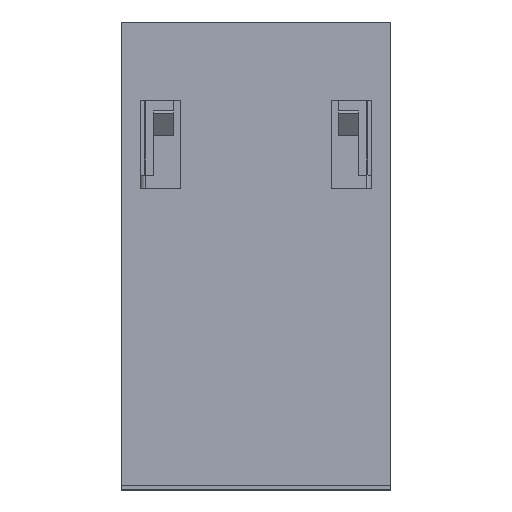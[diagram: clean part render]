
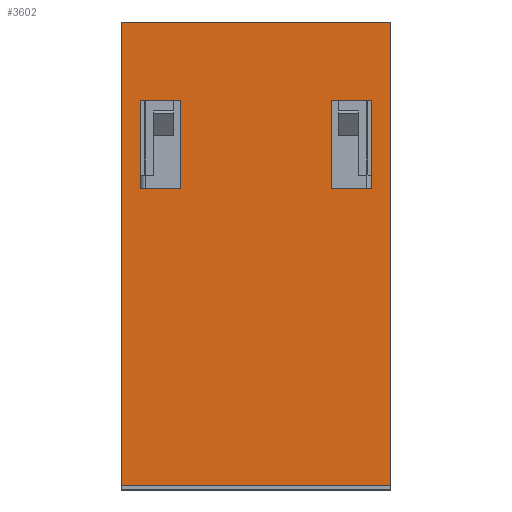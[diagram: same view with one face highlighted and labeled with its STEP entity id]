
A CAD part, top view. The second image highlights one B-rep face of the part: STEP entity #3602.
In plain terms, the highlighted planar face has unit normal (0, 0, 1).
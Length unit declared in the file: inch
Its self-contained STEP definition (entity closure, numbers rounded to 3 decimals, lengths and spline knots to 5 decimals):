
#172 = CARTESIAN_POINT ( 'NONE',  ( 0.056, 0.115, 0.05 ) ) ;
#217 = CARTESIAN_POINT ( 'NONE',  ( 0., 0.05, 0.05 ) ) ;
#264 = VERTEX_POINT ( 'NONE', #1114 ) ;
#281 = DIRECTION ( 'NONE',  ( -1., 0., 0. ) ) ;
#321 = EDGE_CURVE ( 'NONE', #3367, #3175, #5427, .T. ) ;
#412 = DIRECTION ( 'NONE',  ( 1., 0., 0. ) ) ;
#469 = CARTESIAN_POINT ( 'NONE',  ( 0.086, 0.05, 0.05 ) ) ;
#637 = CARTESIAN_POINT ( 'NONE',  ( 0., 0.115, 0.05 ) ) ;
#638 = CARTESIAN_POINT ( 'NONE',  ( -0.056, 0.115, 0.05 ) ) ;
#715 = LINE ( 'NONE', #217, #4172 ) ;
#800 = CARTESIAN_POINT ( 'NONE',  ( 0.086, 0., 0.05 ) ) ;
#871 = DIRECTION ( 'NONE',  ( -1., 0., 0. ) ) ;
#891 = VECTOR ( 'NONE', #1093, 39.37008 ) ;
#894 = VERTEX_POINT ( 'NONE', #469 ) ;
#895 = PLANE ( 'NONE',  #4275 ) ;
#920 = EDGE_LOOP ( 'NONE', ( #3605, #1507, #5302, #2726 ) ) ;
#984 = VERTEX_POINT ( 'NONE', #2772 ) ;
#992 = VERTEX_POINT ( 'NONE', #4046 ) ;
#1064 = FACE_BOUND ( 'NONE', #5068, .T. ) ;
#1086 = EDGE_CURVE ( 'NONE', #4709, #984, #5483, .T. ) ;
#1090 = EDGE_LOOP ( 'NONE', ( #1605, #4023, #3594, #3960 ) ) ;
#1093 = DIRECTION ( 'NONE',  ( 0., 1., 0. ) ) ;
#1094 = LINE ( 'NONE', #637, #2018 ) ;
#1110 = DIRECTION ( 'NONE',  ( 1., 0., 0. ) ) ;
#1114 = CARTESIAN_POINT ( 'NONE',  ( -0.086, 0.05, 0.05 ) ) ;
#1437 = CARTESIAN_POINT ( 'NONE',  ( 0., -0.17, 0.05 ) ) ;
#1455 = CARTESIAN_POINT ( 'NONE',  ( -0.1, 0.1735, 0.05 ) ) ;
#1467 = DIRECTION ( 'NONE',  ( 1., 0., 0. ) ) ;
#1503 = VECTOR ( 'NONE', #5156, 39.37008 ) ;
#1507 = ORIENTED_EDGE ( 'NONE', *, *, #2882, .T. ) ;
#1551 = CARTESIAN_POINT ( 'NONE',  ( 0.1, -0.1735, 0.05 ) ) ;
#1553 = EDGE_CURVE ( 'NONE', #894, #992, #5182, .T. ) ;
#1576 = VECTOR ( 'NONE', #871, 39.37008 ) ;
#1605 = ORIENTED_EDGE ( 'NONE', *, *, #2115, .T. ) ;
#1646 = LINE ( 'NONE', #4053, #3754 ) ;
#1647 = LINE ( 'NONE', #3140, #1783 ) ;
#1762 = EDGE_CURVE ( 'NONE', #992, #4467, #4032, .T. ) ;
#1772 = EDGE_CURVE ( 'NONE', #264, #5842, #1646, .T. ) ;
#1783 = VECTOR ( 'NONE', #412, 39.37008 ) ;
#1807 = DIRECTION ( 'NONE',  ( 0., 0., 1. ) ) ;
#1940 = LINE ( 'NONE', #2823, #3905 ) ;
#2018 = VECTOR ( 'NONE', #1110, 39.37008 ) ;
#2060 = CARTESIAN_POINT ( 'NONE',  ( 0.1, -0.17, 0.05 ) ) ;
#2111 = CARTESIAN_POINT ( 'NONE',  ( -0.056, 0., 0.05 ) ) ;
#2115 = EDGE_CURVE ( 'NONE', #984, #264, #715, .T. ) ;
#2233 = VERTEX_POINT ( 'NONE', #3413 ) ;
#2303 = FACE_BOUND ( 'NONE', #1090, .T. ) ;
#2396 = VECTOR ( 'NONE', #3957, 39.37008 ) ;
#2687 = DIRECTION ( 'NONE',  ( 0., -1., 0. ) ) ;
#2726 = ORIENTED_EDGE ( 'NONE', *, *, #5579, .F. ) ;
#2772 = CARTESIAN_POINT ( 'NONE',  ( -0.056, 0.05, 0.05 ) ) ;
#2823 = CARTESIAN_POINT ( 'NONE',  ( 0., 0.115, 0.05 ) ) ;
#2840 = CARTESIAN_POINT ( 'NONE',  ( -0.1, 0.1735, 0.05 ) ) ;
#2882 = EDGE_CURVE ( 'NONE', #3367, #4743, #5681, .T. ) ;
#3067 = VECTOR ( 'NONE', #2687, 39.37008 ) ;
#3140 = CARTESIAN_POINT ( 'NONE',  ( 0.1, 0.1735, 0.05 ) ) ;
#3175 = VERTEX_POINT ( 'NONE', #2840 ) ;
#3260 = EDGE_CURVE ( 'NONE', #4426, #4743, #3399, .T. ) ;
#3367 = VERTEX_POINT ( 'NONE', #5723 ) ;
#3399 = LINE ( 'NONE', #1551, #3531 ) ;
#3413 = CARTESIAN_POINT ( 'NONE',  ( 0.086, 0.115, 0.05 ) ) ;
#3452 = EDGE_CURVE ( 'NONE', #2233, #894, #4655, .T. ) ;
#3514 = FACE_OUTER_BOUND ( 'NONE', #920, .T. ) ;
#3531 = VECTOR ( 'NONE', #4716, 39.37008 ) ;
#3594 = ORIENTED_EDGE ( 'NONE', *, *, #4473, .T. ) ;
#3602 = ADVANCED_FACE ( 'NONE', ( #1064, #2303, #3514 ), #895, .T. ) ;
#3605 = ORIENTED_EDGE ( 'NONE', *, *, #321, .F. ) ;
#3754 = VECTOR ( 'NONE', #5522, 39.37008 ) ;
#3905 = VECTOR ( 'NONE', #1467, 39.37008 ) ;
#3957 = DIRECTION ( 'NONE',  ( 0., -1., 0. ) ) ;
#3960 = ORIENTED_EDGE ( 'NONE', *, *, #1086, .T. ) ;
#4023 = ORIENTED_EDGE ( 'NONE', *, *, #1772, .T. ) ;
#4032 = LINE ( 'NONE', #5136, #1503 ) ;
#4044 = CARTESIAN_POINT ( 'NONE',  ( 0., 0., 0.05 ) ) ;
#4046 = CARTESIAN_POINT ( 'NONE',  ( 0.056, 0.05, 0.05 ) ) ;
#4053 = CARTESIAN_POINT ( 'NONE',  ( -0.086, 0., 0.05 ) ) ;
#4172 = VECTOR ( 'NONE', #281, 39.37008 ) ;
#4275 = AXIS2_PLACEMENT_3D ( 'NONE', #4044, #1807, #4960 ) ;
#4426 = VERTEX_POINT ( 'NONE', #5605 ) ;
#4467 = VERTEX_POINT ( 'NONE', #172 ) ;
#4473 = EDGE_CURVE ( 'NONE', #5842, #4709, #1094, .T. ) ;
#4589 = DIRECTION ( 'NONE',  ( 1., 0., 0. ) ) ;
#4655 = LINE ( 'NONE', #800, #2396 ) ;
#4709 = VERTEX_POINT ( 'NONE', #638 ) ;
#4716 = DIRECTION ( 'NONE',  ( 0., -1., 0. ) ) ;
#4743 = VERTEX_POINT ( 'NONE', #2060 ) ;
#4960 = DIRECTION ( 'NONE',  ( 1., 0., 0. ) ) ;
#4984 = ORIENTED_EDGE ( 'NONE', *, *, #3452, .T. ) ;
#5068 = EDGE_LOOP ( 'NONE', ( #5219, #5638, #4984, #5152 ) ) ;
#5136 = CARTESIAN_POINT ( 'NONE',  ( 0.056, 0., 0.05 ) ) ;
#5152 = ORIENTED_EDGE ( 'NONE', *, *, #1553, .T. ) ;
#5156 = DIRECTION ( 'NONE',  ( 0., 1., 0. ) ) ;
#5176 = EDGE_CURVE ( 'NONE', #4467, #2233, #1940, .T. ) ;
#5182 = LINE ( 'NONE', #5701, #1576 ) ;
#5219 = ORIENTED_EDGE ( 'NONE', *, *, #1762, .T. ) ;
#5302 = ORIENTED_EDGE ( 'NONE', *, *, #3260, .F. ) ;
#5427 = LINE ( 'NONE', #1455, #891 ) ;
#5483 = LINE ( 'NONE', #2111, #3067 ) ;
#5522 = DIRECTION ( 'NONE',  ( 0., 1., 0. ) ) ;
#5531 = VECTOR ( 'NONE', #4589, 39.37008 ) ;
#5579 = EDGE_CURVE ( 'NONE', #3175, #4426, #1647, .T. ) ;
#5580 = CARTESIAN_POINT ( 'NONE',  ( -0.086, 0.115, 0.05 ) ) ;
#5605 = CARTESIAN_POINT ( 'NONE',  ( 0.1, 0.1735, 0.05 ) ) ;
#5638 = ORIENTED_EDGE ( 'NONE', *, *, #5176, .T. ) ;
#5681 = LINE ( 'NONE', #1437, #5531 ) ;
#5701 = CARTESIAN_POINT ( 'NONE',  ( 0., 0.05, 0.05 ) ) ;
#5723 = CARTESIAN_POINT ( 'NONE',  ( -0.1, -0.17, 0.05 ) ) ;
#5842 = VERTEX_POINT ( 'NONE', #5580 ) ;
